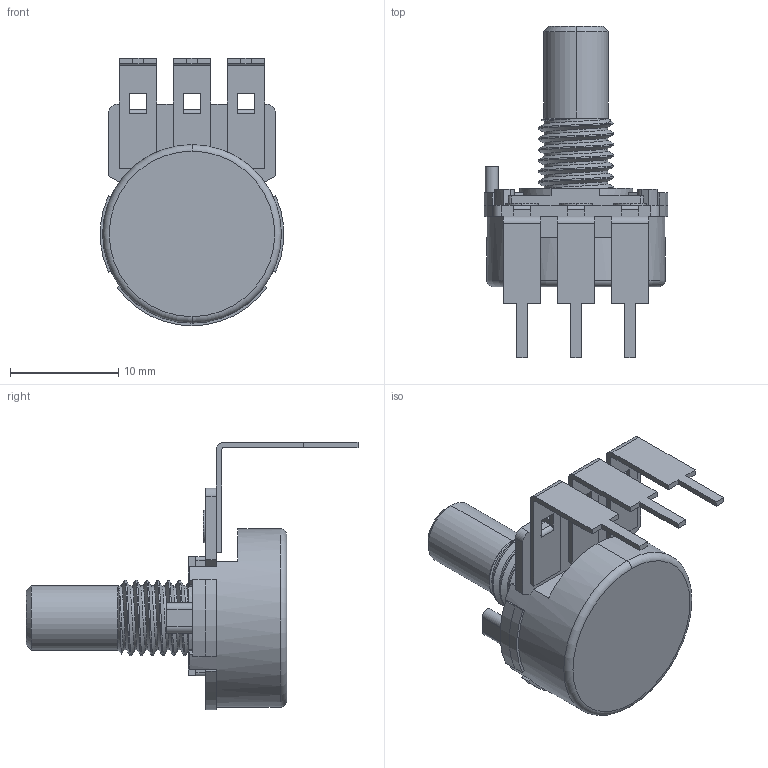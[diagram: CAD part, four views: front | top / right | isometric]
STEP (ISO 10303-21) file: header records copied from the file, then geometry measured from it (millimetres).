
FILE_DESCRIPTION (( 'STEP AP214' ), '1' );
FILE_NAME ('RV16AF-41-15R1-A250K.STEP', '2021-02-18T03:44:51', ( '' ), ( '' ), 'SwSTEP 2.0', 'SolidWorks 2017', '' );
FILE_SCHEMA (( 'AUTOMOTIVE_DESIGN' ));
Length unit declared in the file: millimetre
Products named in the file (1): RV16AF-41-15R1-A250K
Bounding box: 16.94 x 30.7 x 24.75 mm (x, y, z)
Volume: 2415.7 mm3; surface area: 2827.9 mm2
Topology: 10 solids, 10 shells, 225 faces, 599 edges, 396 vertices
Faces by surface type: plane 139, cylinder 76, cone 5, bspline 3, torus 2
Entity records: 8515 total; most frequent: CARTESIAN_POINT 2729, ORIENTED_EDGE 1198, DIRECTION 1158, EDGE_CURVE 599, VECTOR 410, LINE 410, VERTEX_POINT 396, AXIS2_PLACEMENT_3D 374
